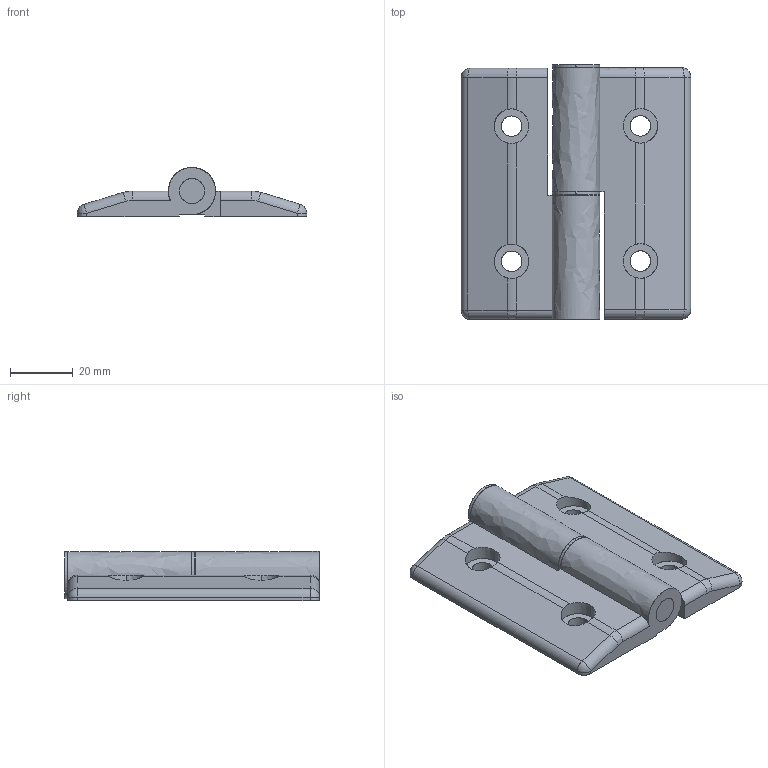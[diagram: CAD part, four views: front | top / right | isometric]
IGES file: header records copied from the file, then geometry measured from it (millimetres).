
Start section: SolidWorks IGES file using analytic representation for surfaces
Global section: file name: B-501-2-R.IGS,15; native system: HSolidWorks 2021; preprocessor: SolidWorks 2021; author: 1337yo; date: 231222.164830; units: millimetre
Bounding box: 73 x 81.1 x 15.6 mm (x, y, z)
Surface area: 20316.9 mm2 (no closed solid volume)
Topology: 0 solids, 0 shells, 98 faces, 1750 edges, 1749 vertices
Faces by surface type: revolution 62, bspline 36
